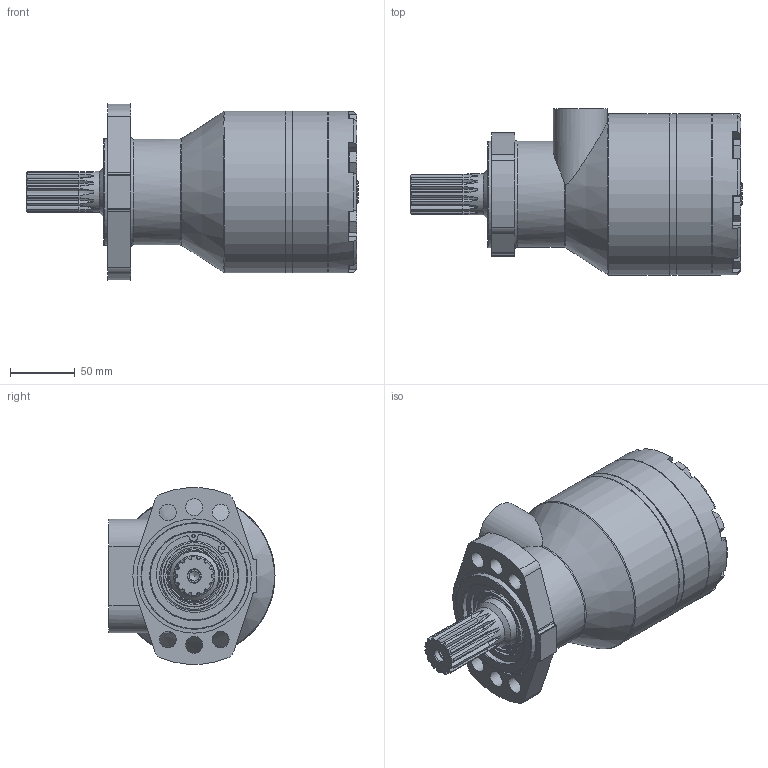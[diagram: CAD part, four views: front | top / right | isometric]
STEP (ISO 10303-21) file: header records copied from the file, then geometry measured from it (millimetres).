
FILE_DESCRIPTION(/* description */ ('STEP AP214'),/* implementation_level */ '2;1');
FILE_NAME(/* name */ 'HWF200L2P(EURO)',/* time_stamp */ '2023-02-20T13:50:47+01:00',/* author */ ('License CC BY-ND 4.0'),/* organization */ ('CADENAS'),/* preprocessor_version */ 'ST-DEVELOPER v18.102',/* originating_system */ 'PARTsolutions',/* authorisation */ ' ');
FILE_SCHEMA (('AUTOMOTIVE_DESIGN {1 0 10303 214 3 1 1}'));
Length unit declared in the file: millimetre
Products named in the file (7): HWF200L2P(EURO); Hexagon bolt DIN 931-1 M10x430; HWFEC; HW200D; HWF; HWLSH; HWFMF
Assembly tree (12 placements, depth 2):
  HWF200L2P(EURO)
    Hexagon bolt DIN 931-1 M10x430  x7
    HWFEC
    HW200D
    HWF
    HWLSH
    HWFMF
Bounding box: 256.9 x 128.5 x 136.59 mm (x, y, z)
Volume: 2005034.6 mm3; surface area: 250740.3 mm2
Topology: 12 solids, 12 shells, 418 faces, 983 edges, 622 vertices
Faces by surface type: plane 140, cylinder 133, cone 87, torus 58
Full cylindrical faces by diameter (mm): 2 x2, 2.5 x2, 7.805 x1, 10 x8, 10.4 x7, 10.5 x7, 13.1 x6, 16 x7, 18 x1, 18.631 x2, 21 x1, 31.74 x1, 34 x2, 38.1 x1, 44 x1, 48 x1, 51.6 x1, 65 x1, 68 x3, 71 x1, 82 x1, 82.5 x1, 88.5 x1, 125 x4
Entity records: 8889 total; most frequent: CARTESIAN_POINT 1806, DIRECTION 1508, ORIENTED_EDGE 1290, AXIS2_PLACEMENT_3D 656, EDGE_CURVE 645, VERTEX_POINT 462, FACE_BOUND 441, EDGE_LOOP 436
